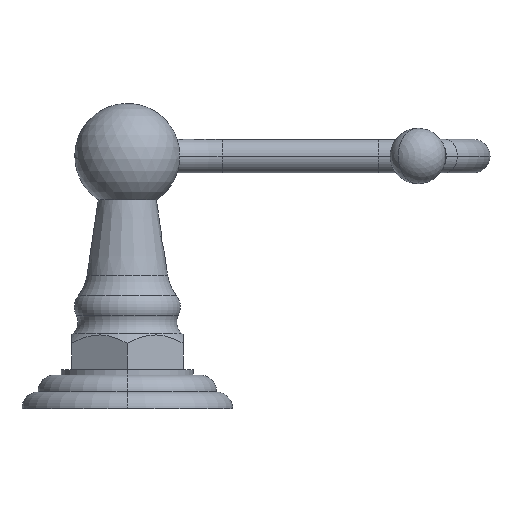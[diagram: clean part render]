
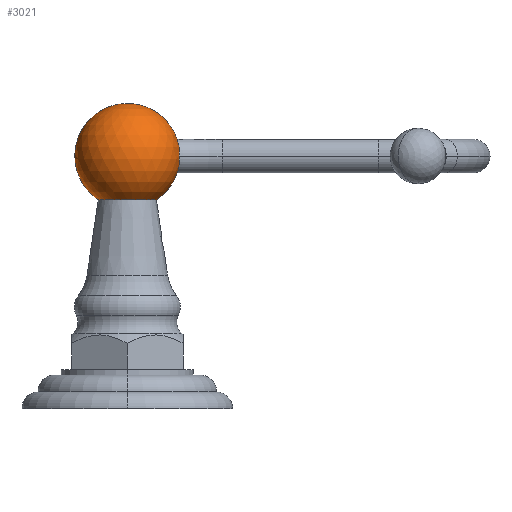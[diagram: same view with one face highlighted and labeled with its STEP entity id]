
A CAD part, left-side view. The second image highlights one B-rep face of the part: STEP entity #3021.
In plain terms, the highlighted spherical face has radius 14.961 mm.
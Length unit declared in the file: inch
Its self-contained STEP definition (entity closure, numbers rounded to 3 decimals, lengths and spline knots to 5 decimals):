
#1322=CARTESIAN_POINT('',(0.,-0.58129,2.82822));
#1323=DIRECTION('',(0.,1.,0.));
#1324=DIRECTION('',(0.,0.,-1.));
#1325=AXIS2_PLACEMENT_3D('',#1322,#1323,#1324);
#1327=CARTESIAN_POINT('',(0.,0.,2.82822));
#1328=DIRECTION('',(-1.,0.,0.));
#1329=DIRECTION('',(0.,-0.552,-0.834));
#1330=AXIS2_PLACEMENT_3D('',#1327,#1328,#1329);
#1332=CARTESIAN_POINT('',(0.,0.,2.337));
#1333=DIRECTION('',(0.,0.,1.));
#1334=DIRECTION('',(0.,1.,0.));
#1335=AXIS2_PLACEMENT_3D('',#1332,#1333,#1334);
#1337=CARTESIAN_POINT('',(0.,0.,2.82822));
#1338=DIRECTION('',(1.,0.,0.));
#1339=DIRECTION('',(0.,0.552,-0.834));
#1340=AXIS2_PLACEMENT_3D('',#1337,#1338,#1339);
#1342=CARTESIAN_POINT('',(0.,0.,2.82822));
#1343=DIRECTION('',(-1.,0.,0.));
#1344=DIRECTION('',(0.,-0.987,0.161));
#1345=AXIS2_PLACEMENT_3D('',#1342,#1343,#1344);
#1445=CARTESIAN_POINT('',(0.,0.325,2.337));
#1446=VERTEX_POINT('',#1445);
#1484=CARTESIAN_POINT('',(0.,0.,3.41722));
#1485=VERTEX_POINT('',#1484);
#1486=CARTESIAN_POINT('',(0.,-0.325,2.337));
#1487=VERTEX_POINT('',#1486);
#1539=CARTESIAN_POINT('',(0.,-0.58129,2.92322));
#1540=CARTESIAN_POINT('',(0.,-0.58129,2.73322));
#1541=VERTEX_POINT('',#1539);
#1542=VERTEX_POINT('',#1540);
#3008=CARTESIAN_POINT('',(0.,0.,2.82822));
#3009=DIRECTION('',(0.,0.,-1.));
#3010=DIRECTION('',(0.,-1.,0.));
#3011=AXIS2_PLACEMENT_3D('',#3008,#3009,#3010);
#3012=SPHERICAL_SURFACE('',#3011,0.589);
#3014=ORIENTED_EDGE('',*,*,#3013,.F.);
#3015=ORIENTED_EDGE('',*,*,#3003,.F.);
#3016=ORIENTED_EDGE('',*,*,#1721,.F.);
#3017=ORIENTED_EDGE('',*,*,#3000,.T.);
#3018=ORIENTED_EDGE('',*,*,#2998,.F.);
#3019=EDGE_LOOP('',(#3014,#3015,#3016,#3017,#3018));
#3020=FACE_OUTER_BOUND('',#3019,.F.);
#3021=ADVANCED_FACE('',(#3020),#3012,.T.);
#1326=CIRCLE('',#1325,0.095);
#1331=CIRCLE('',#1330,0.589);
#1336=CIRCLE('',#1335,0.325);
#1341=CIRCLE('',#1340,0.589);
#1346=CIRCLE('',#1345,0.589);
#1721=EDGE_CURVE('',#1446,#1487,#1336,.T.);
#2998=EDGE_CURVE('',#1541,#1485,#1346,.T.);
#3000=EDGE_CURVE('',#1446,#1485,#1341,.T.);
#3003=EDGE_CURVE('',#1487,#1542,#1331,.T.);
#3013=EDGE_CURVE('',#1542,#1541,#1326,.T.);
